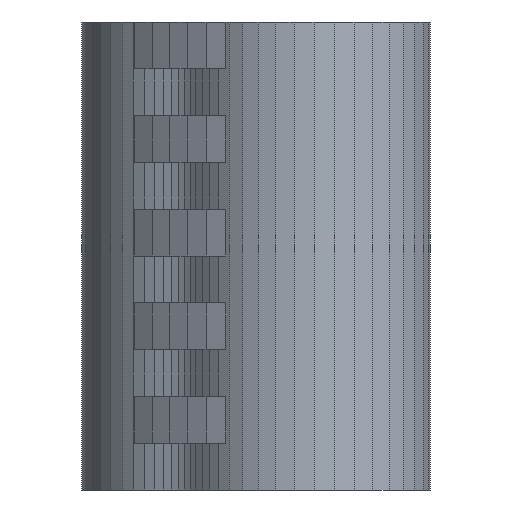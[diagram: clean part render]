
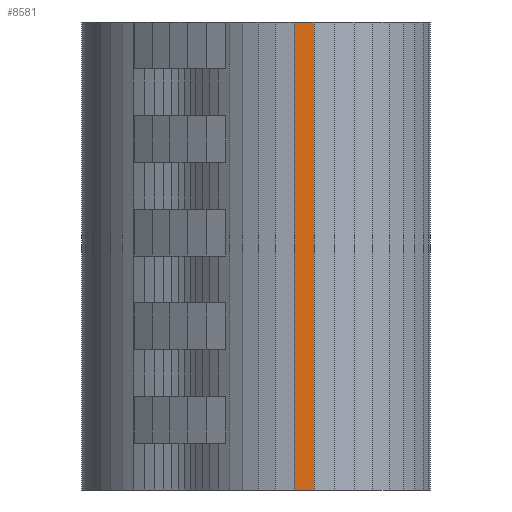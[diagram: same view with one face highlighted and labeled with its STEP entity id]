
A CAD part, left-side view. The second image highlights one B-rep face of the part: STEP entity #8581.
In plain terms, the highlighted planar face has unit normal (-0.999, -0.044, 0).
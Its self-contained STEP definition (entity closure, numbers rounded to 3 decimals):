
#1052 = PLANE('',#1053);
#1053 = AXIS2_PLACEMENT_3D('',#1054,#1055,#1056);
#1054 = CARTESIAN_POINT('',(2.872,0.936,0.));
#1055 = DIRECTION('',(0.,0.,1.));
#1056 = DIRECTION('',(1.,0.,-0.));
#1108 = PLANE('',#1109);
#1109 = AXIS2_PLACEMENT_3D('',#1110,#1111,#1112);
#1110 = CARTESIAN_POINT('',(2.872,0.936,200.));
#1111 = DIRECTION('',(0.,0.,1.));
#1112 = DIRECTION('',(1.,0.,-0.));
#2782 = VERTEX_POINT('',#2783);
#2783 = CARTESIAN_POINT('',(-75.548,-12.03,200.));
#2797 = PLANE('',#2798);
#2798 = AXIS2_PLACEMENT_3D('',#2799,#2800,#2801);
#2799 = CARTESIAN_POINT('',(-74.672,-3.964,160.));
#2800 = DIRECTION('',(0.994,-0.108,0.));
#2801 = DIRECTION('',(-0.108,-0.994,0.));
#2809 = EDGE_CURVE('',#2782,#2810,#2812,.T.);
#2810 = VERTEX_POINT('',#2811);
#2811 = CARTESIAN_POINT('',(-75.175,-20.521,200.));
#2812 = SURFACE_CURVE('',#2813,(#2817,#2824),.PCURVE_S1.);
#2813 = LINE('',#2814,#2815);
#2814 = CARTESIAN_POINT('',(-75.548,-12.03,200.));
#2815 = VECTOR('',#2816,1.);
#2816 = DIRECTION('',(0.044,-0.999,0.));
#2817 = PCURVE('',#1108,#2818);
#2818 = DEFINITIONAL_REPRESENTATION('',(#2819),#2823);
#2819 = LINE('',#2820,#2821);
#2820 = CARTESIAN_POINT('',(-78.421,-12.965));
#2821 = VECTOR('',#2822,1.);
#2822 = DIRECTION('',(0.044,-0.999));
#2823 = ( GEOMETRIC_REPRESENTATION_CONTEXT(2) 
PARAMETRIC_REPRESENTATION_CONTEXT() REPRESENTATION_CONTEXT('2D SPACE',''
  ) );
#2824 = PCURVE('',#2825,#2830);
#2825 = PLANE('',#2826);
#2826 = AXIS2_PLACEMENT_3D('',#2827,#2828,#2829);
#2827 = CARTESIAN_POINT('',(-75.548,-12.03,160.));
#2828 = DIRECTION('',(0.999,0.044,-0.));
#2829 = DIRECTION('',(0.044,-0.999,0.));
#2830 = DEFINITIONAL_REPRESENTATION('',(#2831),#2835);
#2831 = LINE('',#2832,#2833);
#2832 = CARTESIAN_POINT('',(0.,-40.));
#2833 = VECTOR('',#2834,1.);
#2834 = DIRECTION('',(1.,0.));
#2835 = ( GEOMETRIC_REPRESENTATION_CONTEXT(2) 
PARAMETRIC_REPRESENTATION_CONTEXT() REPRESENTATION_CONTEXT('2D SPACE',''
  ) );
#2853 = PLANE('',#2854);
#2854 = AXIS2_PLACEMENT_3D('',#2855,#2856,#2857);
#2855 = CARTESIAN_POINT('',(-75.175,-20.521,160.));
#2856 = DIRECTION('',(0.98,0.198,-0.));
#2857 = DIRECTION('',(0.198,-0.98,0.));
#5923 = VERTEX_POINT('',#5924);
#5924 = CARTESIAN_POINT('',(-75.548,-12.03,0.));
#5945 = EDGE_CURVE('',#5923,#5946,#5948,.T.);
#5946 = VERTEX_POINT('',#5947);
#5947 = CARTESIAN_POINT('',(-75.175,-20.521,0.));
#5948 = SURFACE_CURVE('',#5949,(#5953,#5960),.PCURVE_S1.);
#5949 = LINE('',#5950,#5951);
#5950 = CARTESIAN_POINT('',(-75.548,-12.03,0.));
#5951 = VECTOR('',#5952,1.);
#5952 = DIRECTION('',(0.044,-0.999,0.));
#5953 = PCURVE('',#1052,#5954);
#5954 = DEFINITIONAL_REPRESENTATION('',(#5955),#5959);
#5955 = LINE('',#5956,#5957);
#5956 = CARTESIAN_POINT('',(-78.421,-12.965));
#5957 = VECTOR('',#5958,1.);
#5958 = DIRECTION('',(0.044,-0.999));
#5959 = ( GEOMETRIC_REPRESENTATION_CONTEXT(2) 
PARAMETRIC_REPRESENTATION_CONTEXT() REPRESENTATION_CONTEXT('2D SPACE',''
  ) );
#5960 = PCURVE('',#2825,#5961);
#5961 = DEFINITIONAL_REPRESENTATION('',(#5962),#5966);
#5962 = LINE('',#5963,#5964);
#5963 = CARTESIAN_POINT('',(0.,160.));
#5964 = VECTOR('',#5965,1.);
#5965 = DIRECTION('',(1.,0.));
#5966 = ( GEOMETRIC_REPRESENTATION_CONTEXT(2) 
PARAMETRIC_REPRESENTATION_CONTEXT() REPRESENTATION_CONTEXT('2D SPACE',''
  ) );
#8559 = EDGE_CURVE('',#5923,#2782,#8560,.T.);
#8560 = SURFACE_CURVE('',#8561,(#8565,#8572),.PCURVE_S1.);
#8561 = LINE('',#8562,#8563);
#8562 = CARTESIAN_POINT('',(-75.548,-12.03,0.));
#8563 = VECTOR('',#8564,1.);
#8564 = DIRECTION('',(0.,0.,1.));
#8565 = PCURVE('',#2797,#8566);
#8566 = DEFINITIONAL_REPRESENTATION('',(#8567),#8571);
#8567 = LINE('',#8568,#8569);
#8568 = CARTESIAN_POINT('',(8.113,160.));
#8569 = VECTOR('',#8570,1.);
#8570 = DIRECTION('',(0.,-1.));
#8571 = ( GEOMETRIC_REPRESENTATION_CONTEXT(2) 
PARAMETRIC_REPRESENTATION_CONTEXT() REPRESENTATION_CONTEXT('2D SPACE',''
  ) );
#8572 = PCURVE('',#2825,#8573);
#8573 = DEFINITIONAL_REPRESENTATION('',(#8574),#8578);
#8574 = LINE('',#8575,#8576);
#8575 = CARTESIAN_POINT('',(0.,160.));
#8576 = VECTOR('',#8577,1.);
#8577 = DIRECTION('',(0.,-1.));
#8578 = ( GEOMETRIC_REPRESENTATION_CONTEXT(2) 
PARAMETRIC_REPRESENTATION_CONTEXT() REPRESENTATION_CONTEXT('2D SPACE',''
  ) );
#8581 = ADVANCED_FACE('',(#8582),#2825,.F.);
#8582 = FACE_BOUND('',#8583,.F.);
#8583 = EDGE_LOOP('',(#8584,#8585,#8606,#8607));
#8584 = ORIENTED_EDGE('',*,*,#2809,.T.);
#8585 = ORIENTED_EDGE('',*,*,#8586,.F.);
#8586 = EDGE_CURVE('',#5946,#2810,#8587,.T.);
#8587 = SURFACE_CURVE('',#8588,(#8592,#8599),.PCURVE_S1.);
#8588 = LINE('',#8589,#8590);
#8589 = CARTESIAN_POINT('',(-75.175,-20.521,0.));
#8590 = VECTOR('',#8591,1.);
#8591 = DIRECTION('',(0.,0.,1.));
#8592 = PCURVE('',#2825,#8593);
#8593 = DEFINITIONAL_REPRESENTATION('',(#8594),#8598);
#8594 = LINE('',#8595,#8596);
#8595 = CARTESIAN_POINT('',(8.5,160.));
#8596 = VECTOR('',#8597,1.);
#8597 = DIRECTION('',(0.,-1.));
#8598 = ( GEOMETRIC_REPRESENTATION_CONTEXT(2) 
PARAMETRIC_REPRESENTATION_CONTEXT() REPRESENTATION_CONTEXT('2D SPACE',''
  ) );
#8599 = PCURVE('',#2853,#8600);
#8600 = DEFINITIONAL_REPRESENTATION('',(#8601),#8605);
#8601 = LINE('',#8602,#8603);
#8602 = CARTESIAN_POINT('',(0.,160.));
#8603 = VECTOR('',#8604,1.);
#8604 = DIRECTION('',(0.,-1.));
#8605 = ( GEOMETRIC_REPRESENTATION_CONTEXT(2) 
PARAMETRIC_REPRESENTATION_CONTEXT() REPRESENTATION_CONTEXT('2D SPACE',''
  ) );
#8606 = ORIENTED_EDGE('',*,*,#5945,.F.);
#8607 = ORIENTED_EDGE('',*,*,#8559,.T.);
